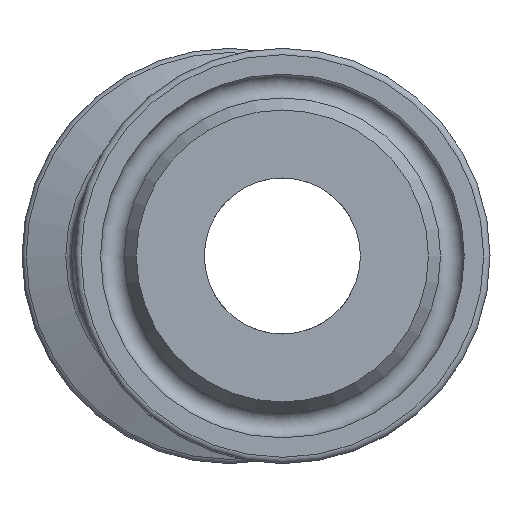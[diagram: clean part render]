
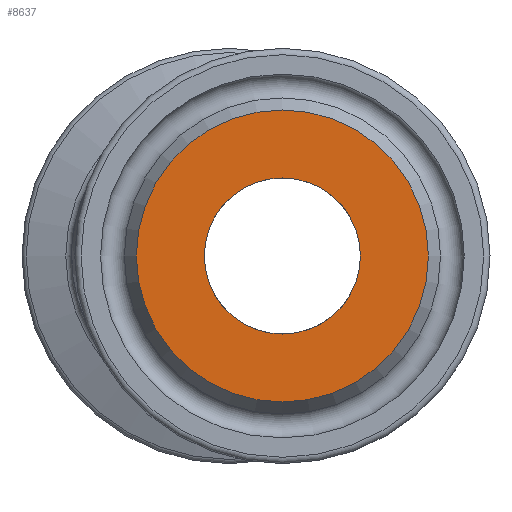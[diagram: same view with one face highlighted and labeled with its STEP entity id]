
A CAD part, left-side view. The second image highlights one B-rep face of the part: STEP entity #8637.
In plain terms, the highlighted planar face has unit normal (-1, 0, 0).
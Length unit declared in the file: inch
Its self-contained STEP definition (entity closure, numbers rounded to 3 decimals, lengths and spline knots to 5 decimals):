
#229=PLANE('',#8987);
#690=FACE_OUTER_BOUND('',#1565,.T.);
#1034=FACE_BOUND('',#1566,.T.);
#1565=EDGE_LOOP('',(#8019));
#1566=EDGE_LOOP('',(#8020));
#2640=CIRCLE('',#8971,0.185);
#2649=CIRCLE('',#8988,0.34605);
#4168=VERTEX_POINT('',#19479);
#4177=VERTEX_POINT('',#19505);
#5460=EDGE_CURVE('',#4168,#4168,#2640,.T.);
#5469=EDGE_CURVE('',#4177,#4177,#2649,.T.);
#8019=ORIENTED_EDGE('',*,*,#5469,.T.);
#8020=ORIENTED_EDGE('',*,*,#5460,.F.);
#8637=ADVANCED_FACE('',(#690,#1034),#229,.F.);
#8971=AXIS2_PLACEMENT_3D('',#19480,#10091,#10092);
#8987=AXIS2_PLACEMENT_3D('',#19504,#10123,#10124);
#8988=AXIS2_PLACEMENT_3D('',#19506,#10125,#10126);
#10091=DIRECTION('center_axis',(-1.,0.,0.));
#10092=DIRECTION('ref_axis',(0.,1.,0.));
#10123=DIRECTION('center_axis',(1.,0.,0.));
#10124=DIRECTION('ref_axis',(0.,0.,-1.));
#10125=DIRECTION('center_axis',(-1.,0.,0.));
#10126=DIRECTION('ref_axis',(0.,0.,1.));
#19479=CARTESIAN_POINT('',(-0.469,0.185,0.));
#19480=CARTESIAN_POINT('Origin',(-0.469,0.,0.));
#19504=CARTESIAN_POINT('Origin',(-0.469,0.34605,0.));
#19505=CARTESIAN_POINT('',(-0.469,0.34605,0.));
#19506=CARTESIAN_POINT('Origin',(-0.469,0.,0.));
